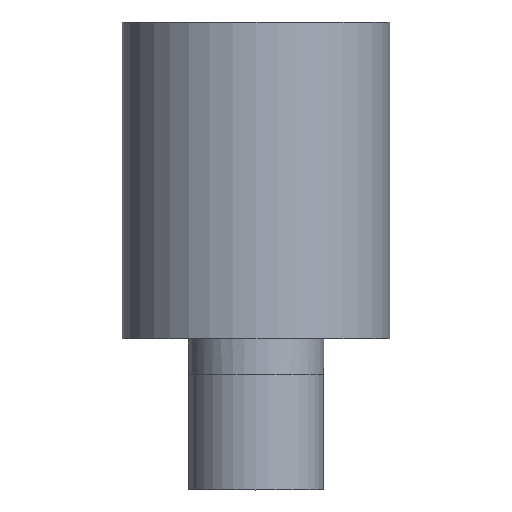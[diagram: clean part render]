
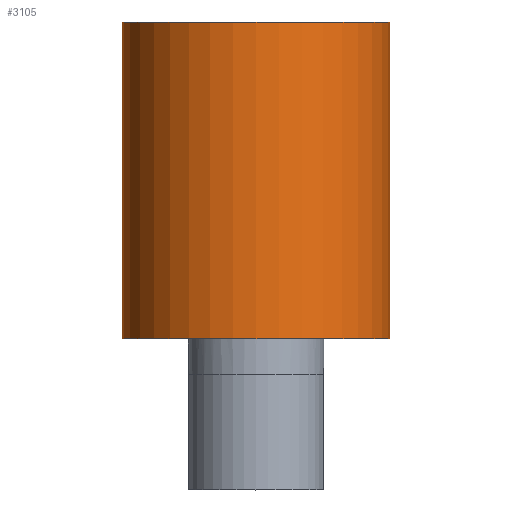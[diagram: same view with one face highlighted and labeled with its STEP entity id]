
A CAD part, top view. The second image highlights one B-rep face of the part: STEP entity #3105.
In plain terms, the highlighted cylindrical face has radius 37.6 mm (diameter 75.2 mm), a full revolution.
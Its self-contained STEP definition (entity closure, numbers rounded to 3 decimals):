
#332=FACE_OUTER_BOUND('',#541,.T.);
#541=EDGE_LOOP('',(#2722,#2723,#2724,#2725));
#772=CIRCLE('',#3487,37.6);
#774=CIRCLE('',#3492,37.6);
#1025=LINE('',#9616,#1146);
#1146=VECTOR('',#4320,37.6);
#1397=VERTEX_POINT('',#9598);
#1399=VERTEX_POINT('',#9606);
#1843=EDGE_CURVE('',#1397,#1397,#772,.T.);
#1846=EDGE_CURVE('',#1399,#1399,#774,.T.);
#1849=EDGE_CURVE('',#1399,#1397,#1025,.T.);
#2722=ORIENTED_EDGE('',*,*,#1846,.T.);
#2723=ORIENTED_EDGE('',*,*,#1849,.T.);
#2724=ORIENTED_EDGE('',*,*,#1843,.F.);
#2725=ORIENTED_EDGE('',*,*,#1849,.F.);
#2918=CYLINDRICAL_SURFACE('',#3498,37.6);
#3105=ADVANCED_FACE('',(#332),#2918,.T.);
#3487=AXIS2_PLACEMENT_3D('',#9599,#4294,#4295);
#3492=AXIS2_PLACEMENT_3D('',#9607,#4305,#4306);
#3498=AXIS2_PLACEMENT_3D('',#9615,#4318,#4319);
#4294=DIRECTION('center_axis',(0.,1.,0.));
#4295=DIRECTION('ref_axis',(1.,0.,0.));
#4305=DIRECTION('center_axis',(0.,1.,0.));
#4306=DIRECTION('ref_axis',(1.,0.,0.));
#4318=DIRECTION('center_axis',(0.,-1.,0.));
#4319=DIRECTION('ref_axis',(1.,0.,0.));
#4320=DIRECTION('',(0.,1.,0.));
#9598=CARTESIAN_POINT('',(-37.6,67.,0.));
#9599=CARTESIAN_POINT('Origin',(0.,67.,0.));
#9606=CARTESIAN_POINT('',(-37.6,-22.,0.));
#9607=CARTESIAN_POINT('Origin',(0.,-22.,0.));
#9615=CARTESIAN_POINT('Origin',(0.,57.,0.));
#9616=CARTESIAN_POINT('',(-37.6,57.,0.));
